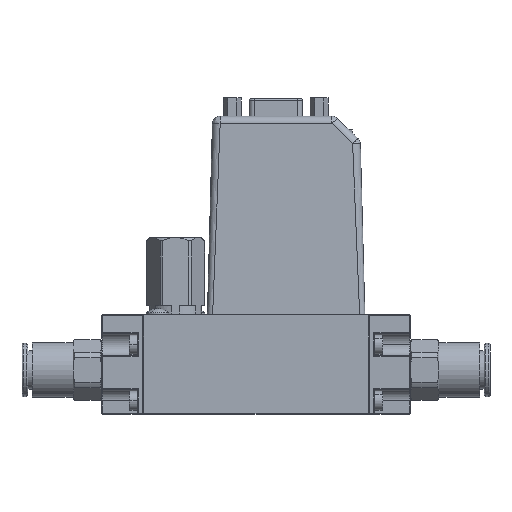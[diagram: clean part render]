
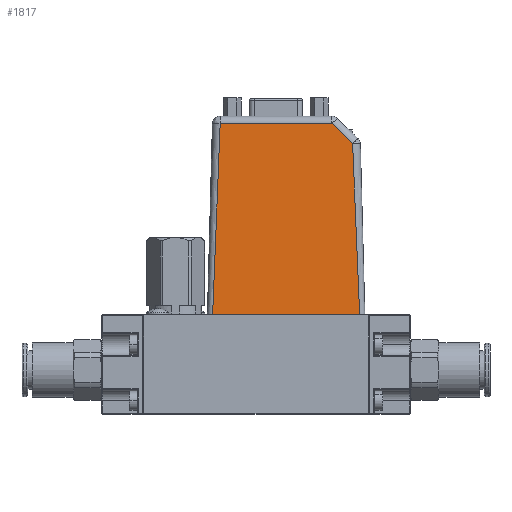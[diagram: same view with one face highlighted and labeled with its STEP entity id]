
A CAD part, top view. The second image highlights one B-rep face of the part: STEP entity #1817.
In plain terms, the highlighted planar face has unit normal (0, 0.026, 1).
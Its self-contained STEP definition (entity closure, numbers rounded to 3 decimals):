
#4 = CARTESIAN_POINT ( 'NONE',  ( 51.062, 49.228, 11.111 ) ) ;
#237 = CARTESIAN_POINT ( 'NONE',  ( 51.515, 32.813, 11.541 ) ) ;
#1817 = ADVANCED_FACE ( 'NONE', ( #39602 ), #25393, .T. ) ;
#4258 = ORIENTED_EDGE ( 'NONE', *, *, #4288, .T. ) ;
#4288 = EDGE_CURVE ( 'NONE', #44056, #33007, #22054, .T. ) ;
#4689 = CARTESIAN_POINT ( 'NONE',  ( 45.137, 55.001, 10.96 ) ) ;
#5293 = CARTESIAN_POINT ( 'NONE',  ( 54.6, 0., 12.4 ) ) ;
#5967 = DIRECTION ( 'NONE',  ( 0., 0.026, 1. ) ) ;
#7685 = CARTESIAN_POINT ( 'NONE',  ( 77.491, 23.479, 11.785 ) ) ;
#8058 = CARTESIAN_POINT ( 'NONE',  ( 54.6, 0., 12.4 ) ) ;
#9706 = VERTEX_POINT ( 'NONE', #22428 ) ;
#10522 = LINE ( 'NONE', #36378, #29084 ) ;
#11168 = CARTESIAN_POINT ( 'NONE',  ( 12.341, 36.7, 11.439 ) ) ;
#13522 = ORIENTED_EDGE ( 'NONE', *, *, #28521, .T. ) ;
#14581 =( BOUNDED_CURVE ( )  B_SPLINE_CURVE ( 3, ( #4689, #34089, #30607, #34524 ),
 .UNSPECIFIED., .F., .F. ) 
 B_SPLINE_CURVE_WITH_KNOTS ( ( 4, 4 ),
 ( 5.511, 6.283 ),
 .UNSPECIFIED. ) 
 CURVE ( )  GEOMETRIC_REPRESENTATION_ITEM ( )  RATIONAL_B_SPLINE_CURVE ( ( 1., 0.951, 0.951, 1. ) ) 
 REPRESENTATION_ITEM ( '' )  );
#15593 = ORIENTED_EDGE ( 'NONE', *, *, #22347, .T. ) ;
#16442 = CARTESIAN_POINT ( 'NONE',  ( 45.137, 55.001, 10.96 ) ) ;
#16510 = CARTESIAN_POINT ( 'NONE',  ( 51.062, 49.228, 11.111 ) ) ;
#16582 = VERTEX_POINT ( 'NONE', #20818 ) ;
#17733 = B_SPLINE_CURVE_WITH_KNOTS ( 'NONE', 3,
 ( #21331, #39017, #237, #4 ),
 .UNSPECIFIED., .F., .F.,
 ( 4, 4 ),
 ( 0.4, 0.588 ),
 .UNSPECIFIED. ) ;
#17907 = EDGE_CURVE ( 'NONE', #24170, #27007, #28003, .T. ) ;
#20818 = CARTESIAN_POINT ( 'NONE',  ( 44.997, 55.058, 10.958 ) ) ;
#21331 = CARTESIAN_POINT ( 'NONE',  ( 53.101, 0., 12.4 ) ) ;
#21678 = CARTESIAN_POINT ( 'NONE',  ( 10.684, 0., 12.4 ) ) ;
#22054 = B_SPLINE_CURVE_WITH_KNOTS ( 'NONE', 3,
 ( #31689, #11168, #42426, #21678 ),
 .UNSPECIFIED., .F., .F.,
 ( 4, 4 ),
 ( 0.407, 0.6 ),
 .UNSPECIFIED. ) ;
#22347 = EDGE_CURVE ( 'NONE', #9706, #24170, #17733, .T. ) ;
#22428 = CARTESIAN_POINT ( 'NONE',  ( 53.101, 0., 12.4 ) ) ;
#22994 = DIRECTION ( 'NONE',  ( -1., 0., 0. ) ) ;
#23623 = EDGE_CURVE ( 'NONE', #16582, #44056, #10522, .T. ) ;
#24170 = VERTEX_POINT ( 'NONE', #16510 ) ;
#24435 = EDGE_CURVE ( 'NONE', #9706, #33007, #40696, .T. ) ;
#24565 = VECTOR ( 'NONE', #22994, 1000. ) ;
#25393 = PLANE ( 'NONE',  #37539 ) ;
#25653 = EDGE_LOOP ( 'NONE', ( #15593, #46248, #13522, #42564, #4258, #42375 ) ) ;
#27007 = VERTEX_POINT ( 'NONE', #16442 ) ;
#28003 = LINE ( 'NONE', #7685, #45425 ) ;
#28458 = DIRECTION ( 'NONE',  ( -1., 0., 0. ) ) ;
#28521 = EDGE_CURVE ( 'NONE', #27007, #16582, #14581, .T. ) ;
#29084 = VECTOR ( 'NONE', #28458, 1000. ) ;
#30607 = CARTESIAN_POINT ( 'NONE',  ( 45.05, 55.058, 10.958 ) ) ;
#31689 = CARTESIAN_POINT ( 'NONE',  ( 12.872, 55.058, 10.958 ) ) ;
#33007 = VERTEX_POINT ( 'NONE', #37181 ) ;
#34089 = CARTESIAN_POINT ( 'NONE',  ( 45.099, 55.038, 10.959 ) ) ;
#34524 = CARTESIAN_POINT ( 'NONE',  ( 44.997, 55.058, 10.958 ) ) ;
#36378 = CARTESIAN_POINT ( 'NONE',  ( 54.6, 55.058, 10.958 ) ) ;
#37181 = CARTESIAN_POINT ( 'NONE',  ( 10.684, 0., 12.4 ) ) ;
#37539 = AXIS2_PLACEMENT_3D ( 'NONE', #5293, #5967, #41447 ) ;
#37635 = CARTESIAN_POINT ( 'NONE',  ( 12.872, 55.058, 10.958 ) ) ;
#39017 = CARTESIAN_POINT ( 'NONE',  ( 52.669, 16.416, 11.97 ) ) ;
#39602 = FACE_OUTER_BOUND ( 'NONE', #25653, .T. ) ;
#40696 = LINE ( 'NONE', #8058, #24565 ) ;
#41447 = DIRECTION ( 'NONE',  ( 0., 1., -0.026 ) ) ;
#42231 = DIRECTION ( 'NONE',  ( -0.716, 0.698, -0.018 ) ) ;
#42375 = ORIENTED_EDGE ( 'NONE', *, *, #24435, .F. ) ;
#42426 = CARTESIAN_POINT ( 'NONE',  ( 11.165, 18.359, 11.919 ) ) ;
#42564 = ORIENTED_EDGE ( 'NONE', *, *, #23623, .T. ) ;
#44056 = VERTEX_POINT ( 'NONE', #37635 ) ;
#45425 = VECTOR ( 'NONE', #42231, 1000. ) ;
#46248 = ORIENTED_EDGE ( 'NONE', *, *, #17907, .T. ) ;
